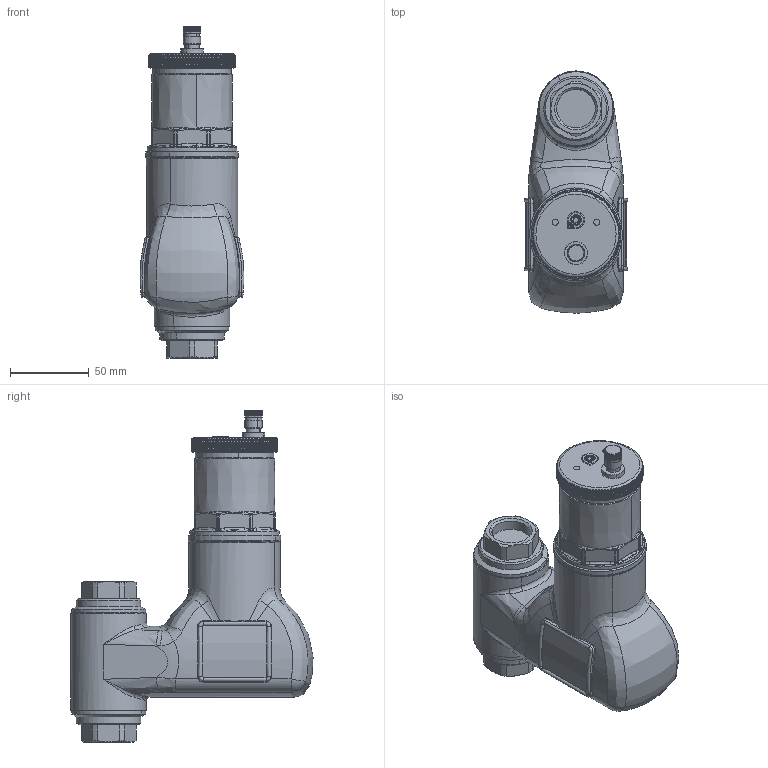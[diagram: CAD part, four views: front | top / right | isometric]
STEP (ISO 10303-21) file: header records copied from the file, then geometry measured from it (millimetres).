
FILE_DESCRIPTION(('CATIA V5 STEP Exchange','CAx-IF Rec.Pracs.--- Model Styling and Organization---1.4--- 2014-01-23','CAx-IF Rec.Pracs.---3D Tessellated Data Validation Properties---0.5---2014-09-14'),'2;1');
FILE_NAME('STEP_551905_-_TST.stp','2022-02-18T08:27:54+00:00',('none'),('none'),'CATIA Version 5-6 Release 2019 SP3','CATIA V5 STEP AP242 v1','none');
FILE_SCHEMA(('AP242_MANAGED_MODEL_BASED_3D_ENGINEERING_MIM_LF {1 0 10303 442 1 1 4}'));
Products named in the file (1): 551905 - TST
Bounding box: 66 x 153.91 x 211 mm (x, y, z)
Volume: 732605.3 mm3; surface area: 62014.5 mm2
Topology: 1 solids, 2 shells, 1119 faces, 2961 edges, 1838 vertices
Faces by surface type: cylinder 447, plane 319, bspline 223, cone 77, torus 40, sphere 11, revolution 2
Entity records: 47976 total; most frequent: CARTESIAN_POINT 25157, ORIENTED_EDGE 5876, EDGE_CURVE 2938, DIRECTION 2807, VERTEX_POINT 1838, B_SPLINE_CURVE_WITH_KNOTS 1623, AXIS2_PLACEMENT_3D 1156, EDGE_LOOP 1136
